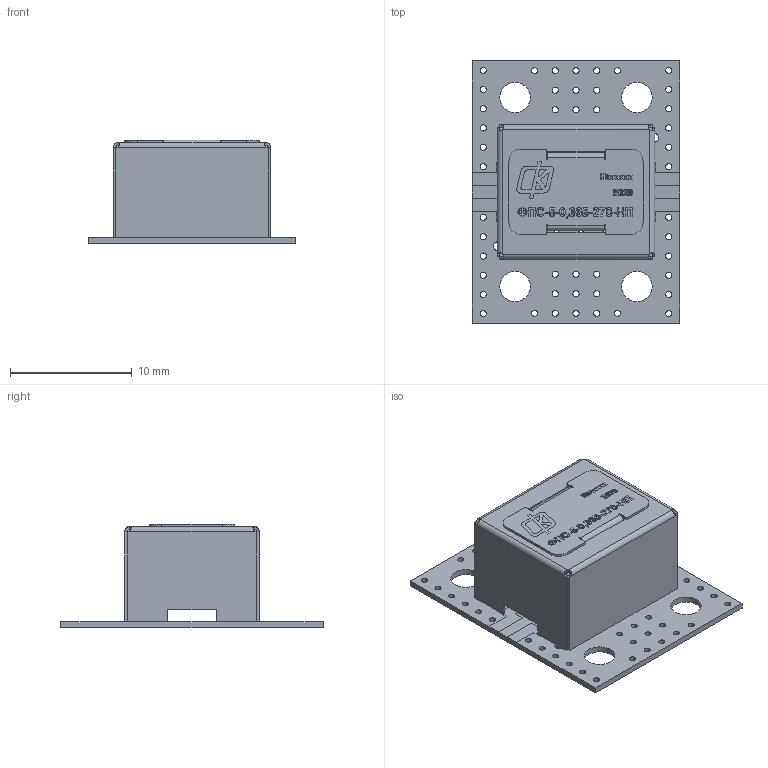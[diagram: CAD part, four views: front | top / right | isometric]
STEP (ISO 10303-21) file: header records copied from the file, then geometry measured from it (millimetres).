
FILE_DESCRIPTION(('STEP AP203'), '1');
FILE_NAME('ÍØÁÀ.468824.060_Ôèëüòð ÔÏÑ-5-0,365-270-ÍÏ', '', ('UNSPECIFIED'), ('UNSPECIFIED'), 'ASCON STEP Converter 1.6', 'ASCON Math Kernel', '');
FILE_SCHEMA(('CONFIG_CONTROL_DESIGN'));
Length unit declared in the file: millimetre
Products named in the file (1): НШБА.468824.060_Фильтр ФПС-5-0,365-270-НП
Bounding box: 17 x 21.5 x 8.5 mm (x, y, z)
Volume: 268.8 mm3; surface area: 1782.8 mm2
Topology: 1 solids, 1 shells, 639 faces, 1753 edges, 1146 vertices
Faces by surface type: plane 369, bspline 155, cylinder 115
Full cylindrical faces by diameter (mm): 0.5 x70, 0.8 x2, 2.5 x4
Entity records: 38933 total; most frequent: CARTESIAN_POINT 18675, ORIENTED_EDGE 3354, DIRECTION 2426, EDGE_CURVE 1677, VERTEX_POINT 1146, LINE 1012, VECTOR 1012, EDGE_LOOP 915
